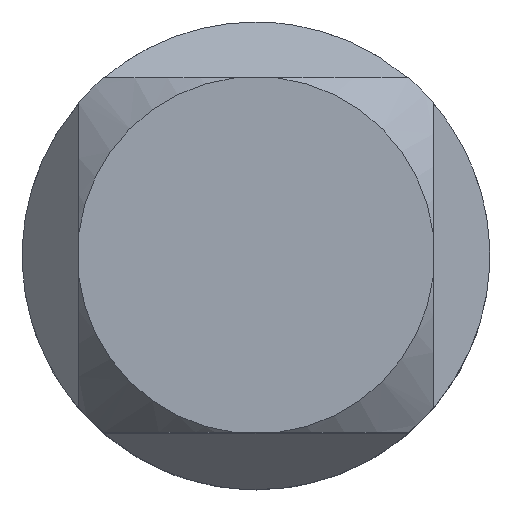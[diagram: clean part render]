
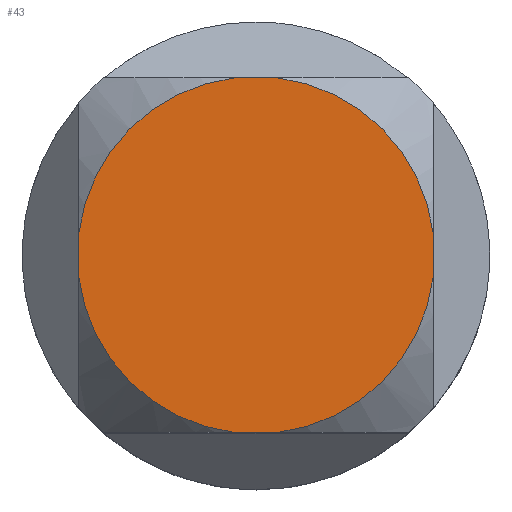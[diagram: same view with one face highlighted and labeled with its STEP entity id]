
A CAD part, top view. The second image highlights one B-rep face of the part: STEP entity #43.
In plain terms, the highlighted planar face has unit normal (0, 0, 1).
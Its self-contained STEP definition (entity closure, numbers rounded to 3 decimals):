
#33 = VERTEX_POINT ( 'NONE', #1326 ) ;
#43 = ADVANCED_FACE ( 'NONE', ( #238 ), #190, .T. ) ;
#109 = DIRECTION ( 'NONE',  ( 0., -1., 0. ) ) ;
#127 = AXIS2_PLACEMENT_3D ( 'NONE', #874, #1056, #985 ) ;
#129 = CIRCLE ( 'NONE', #213, 6.79 ) ;
#190 = PLANE ( 'NONE',  #590 ) ;
#196 = LINE ( 'NONE', #1184, #717 ) ;
#204 = CARTESIAN_POINT ( 'NONE',  ( 0., 0., 22.002 ) ) ;
#212 = ORIENTED_EDGE ( 'NONE', *, *, #1067, .T. ) ;
#213 = AXIS2_PLACEMENT_3D ( 'NONE', #204, #1038, #1140 ) ;
#216 = EDGE_LOOP ( 'NONE', ( #212, #974, #558, #306, #722, #898, #393, #619 ) ) ;
#235 = CIRCLE ( 'NONE', #1007, 6.79 ) ;
#238 = FACE_OUTER_BOUND ( 'NONE', #216, .T. ) ;
#248 = AXIS2_PLACEMENT_3D ( 'NONE', #545, #1279, #654 ) ;
#294 = DIRECTION ( 'NONE',  ( 0., -1., 0. ) ) ;
#306 = ORIENTED_EDGE ( 'NONE', *, *, #922, .T. ) ;
#353 = CARTESIAN_POINT ( 'NONE',  ( 0.822, -6.74, 22.002 ) ) ;
#376 = CIRCLE ( 'NONE', #127, 6.79 ) ;
#387 = CARTESIAN_POINT ( 'NONE',  ( 0., 0., 22.002 ) ) ;
#393 = ORIENTED_EDGE ( 'NONE', *, *, #1085, .T. ) ;
#403 = CARTESIAN_POINT ( 'NONE',  ( -6.74, 0., 22.002 ) ) ;
#410 = VERTEX_POINT ( 'NONE', #589 ) ;
#452 = DIRECTION ( 'NONE',  ( -1., 0., 0. ) ) ;
#472 = EDGE_CURVE ( 'NONE', #1136, #1277, #196, .T. ) ;
#497 = EDGE_CURVE ( 'NONE', #1207, #33, #997, .T. ) ;
#540 = CARTESIAN_POINT ( 'NONE',  ( 6.74, -0.822, 22.002 ) ) ;
#545 = CARTESIAN_POINT ( 'NONE',  ( 0., 0., 22.002 ) ) ;
#558 = ORIENTED_EDGE ( 'NONE', *, *, #991, .T. ) ;
#560 = DIRECTION ( 'NONE',  ( 0., 0., 1. ) ) ;
#589 = CARTESIAN_POINT ( 'NONE',  ( -6.74, 0.822, 22.002 ) ) ;
#590 = AXIS2_PLACEMENT_3D ( 'NONE', #387, #1020, #294 ) ;
#619 = ORIENTED_EDGE ( 'NONE', *, *, #472, .T. ) ;
#654 = DIRECTION ( 'NONE',  ( 0., -1., 0. ) ) ;
#683 = VECTOR ( 'NONE', #769, 1000. ) ;
#710 = EDGE_CURVE ( 'NONE', #410, #795, #1353, .T. ) ;
#717 = VECTOR ( 'NONE', #452, 1000. ) ;
#722 = ORIENTED_EDGE ( 'NONE', *, *, #1222, .T. ) ;
#736 = CARTESIAN_POINT ( 'NONE',  ( 0.822, 6.74, 22.002 ) ) ;
#762 = CARTESIAN_POINT ( 'NONE',  ( -0.822, 6.74, 22.002 ) ) ;
#769 = DIRECTION ( 'NONE',  ( 0., 1., 0. ) ) ;
#770 = DIRECTION ( 'NONE',  ( 0., -1., 0. ) ) ;
#795 = VERTEX_POINT ( 'NONE', #1110 ) ;
#796 = VECTOR ( 'NONE', #109, 1000. ) ;
#807 = CIRCLE ( 'NONE', #248, 6.79 ) ;
#874 = CARTESIAN_POINT ( 'NONE',  ( 0., 0., 22.002 ) ) ;
#884 = DIRECTION ( 'NONE',  ( 1., 0., 0. ) ) ;
#898 = ORIENTED_EDGE ( 'NONE', *, *, #497, .T. ) ;
#922 = EDGE_CURVE ( 'NONE', #1216, #1355, #1336, .T. ) ;
#966 = CARTESIAN_POINT ( 'NONE',  ( -0.822, -6.74, 22.002 ) ) ;
#974 = ORIENTED_EDGE ( 'NONE', *, *, #710, .T. ) ;
#979 = CARTESIAN_POINT ( 'NONE',  ( 6.74, 0., 22.002 ) ) ;
#985 = DIRECTION ( 'NONE',  ( 0., -1., 0. ) ) ;
#991 = EDGE_CURVE ( 'NONE', #795, #1216, #235, .T. ) ;
#997 = LINE ( 'NONE', #979, #683 ) ;
#1007 = AXIS2_PLACEMENT_3D ( 'NONE', #1293, #560, #770 ) ;
#1020 = DIRECTION ( 'NONE',  ( 0., 0., 1. ) ) ;
#1021 = VECTOR ( 'NONE', #884, 1000. ) ;
#1038 = DIRECTION ( 'NONE',  ( 0., 0., 1. ) ) ;
#1056 = DIRECTION ( 'NONE',  ( 0., 0., 1. ) ) ;
#1067 = EDGE_CURVE ( 'NONE', #1277, #410, #376, .T. ) ;
#1085 = EDGE_CURVE ( 'NONE', #33, #1136, #129, .T. ) ;
#1110 = CARTESIAN_POINT ( 'NONE',  ( -6.74, -0.822, 22.002 ) ) ;
#1136 = VERTEX_POINT ( 'NONE', #736 ) ;
#1140 = DIRECTION ( 'NONE',  ( 0., -1., 0. ) ) ;
#1184 = CARTESIAN_POINT ( 'NONE',  ( 0., 6.74, 22.002 ) ) ;
#1189 = CARTESIAN_POINT ( 'NONE',  ( 0., -6.74, 22.002 ) ) ;
#1207 = VERTEX_POINT ( 'NONE', #540 ) ;
#1216 = VERTEX_POINT ( 'NONE', #966 ) ;
#1222 = EDGE_CURVE ( 'NONE', #1355, #1207, #807, .T. ) ;
#1277 = VERTEX_POINT ( 'NONE', #762 ) ;
#1279 = DIRECTION ( 'NONE',  ( 0., 0., 1. ) ) ;
#1293 = CARTESIAN_POINT ( 'NONE',  ( 0., 0., 22.002 ) ) ;
#1326 = CARTESIAN_POINT ( 'NONE',  ( 6.74, 0.822, 22.002 ) ) ;
#1336 = LINE ( 'NONE', #1189, #1021 ) ;
#1353 = LINE ( 'NONE', #403, #796 ) ;
#1355 = VERTEX_POINT ( 'NONE', #353 ) ;
